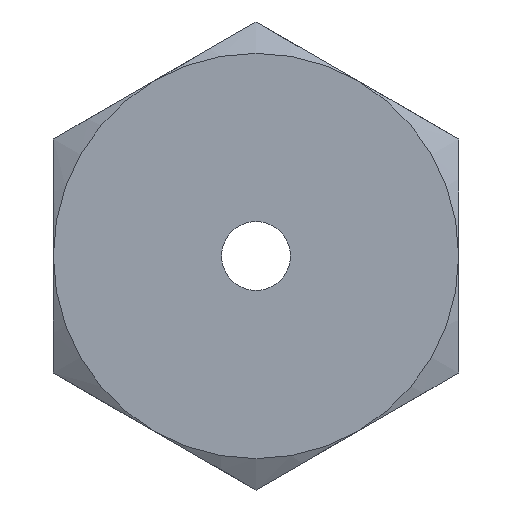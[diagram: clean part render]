
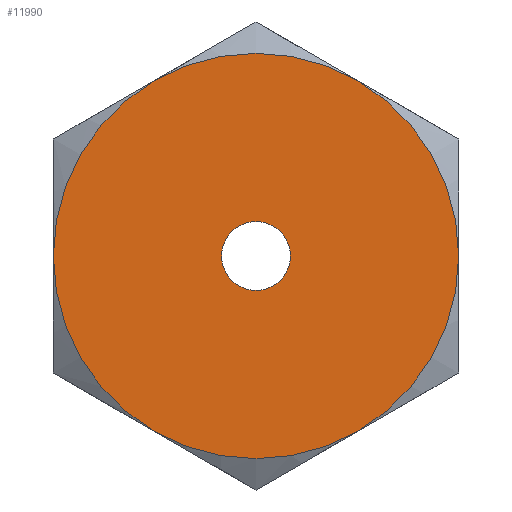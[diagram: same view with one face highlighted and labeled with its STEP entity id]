
A CAD part, left-side view. The second image highlights one B-rep face of the part: STEP entity #11990.
In plain terms, the highlighted planar face has unit normal (-1, 0, 0).
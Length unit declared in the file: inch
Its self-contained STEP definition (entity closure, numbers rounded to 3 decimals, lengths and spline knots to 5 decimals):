
#5615=CARTESIAN_POINT('',(-0.1,0.06175,
-0.10695));
#5629=CARTESIAN_POINT('',(-0.1,0.1235,
0.));
#5655=CARTESIAN_POINT('',(-0.1,0.06175,
0.10695));
#5669=CARTESIAN_POINT('',(-0.1,0.,0.));
#5670=DIRECTION('',(-1.,0.,0.));
#5671=DIRECTION('',(0.,1.,0.));
#5672=AXIS2_PLACEMENT_3D('',#5669,#5670,#5671);
#5674=CARTESIAN_POINT('',(-0.1,0.,0.));
#5675=DIRECTION('',(-1.,0.,0.));
#5676=DIRECTION('',(0.,0.5,0.866));
#5677=AXIS2_PLACEMENT_3D('',#5674,#5675,#5676);
#5679=CARTESIAN_POINT('',(-0.1,0.,0.));
#5680=DIRECTION('',(-1.,0.,0.));
#5681=DIRECTION('',(0.,-0.5,0.866));
#5682=AXIS2_PLACEMENT_3D('',#5679,#5680,#5681);
#5684=CARTESIAN_POINT('',(-0.1,0.,0.));
#5685=DIRECTION('',(-1.,0.,0.));
#5686=DIRECTION('',(0.,-1.,0.));
#5687=AXIS2_PLACEMENT_3D('',#5684,#5685,#5686);
#5689=CARTESIAN_POINT('',(-0.1,0.,0.));
#5690=DIRECTION('',(-1.,0.,0.));
#5691=DIRECTION('',(0.,-0.5,-0.866));
#5692=AXIS2_PLACEMENT_3D('',#5689,#5690,#5691);
#5694=CARTESIAN_POINT('',(-0.1,0.,0.));
#5695=DIRECTION('',(-1.,0.,0.));
#5696=DIRECTION('',(0.,0.5,-0.866));
#5697=AXIS2_PLACEMENT_3D('',#5694,#5695,#5696);
#5699=CARTESIAN_POINT('',(-0.1,0.,0.));
#5700=DIRECTION('',(1.,0.,0.));
#5701=DIRECTION('',(0.,-1.,0.));
#5702=AXIS2_PLACEMENT_3D('',#5699,#5700,#5701);
#5704=CARTESIAN_POINT('',(-0.1,0.,0.));
#5705=DIRECTION('',(1.,0.,0.));
#5706=DIRECTION('',(0.,1.,0.));
#5707=AXIS2_PLACEMENT_3D('',#5704,#5705,#5706);
#5723=CARTESIAN_POINT('',(-0.1,-0.06175,
0.10695));
#5743=CARTESIAN_POINT('',(-0.1,-0.1235,
0.));
#5763=CARTESIAN_POINT('',(-0.1,-0.06175,
-0.10695));
#6066=VERTEX_POINT('',#5615);
#6068=VERTEX_POINT('',#5629);
#6071=VERTEX_POINT('',#5655);
#6073=VERTEX_POINT('',#5723);
#6075=VERTEX_POINT('',#5743);
#6076=VERTEX_POINT('',#5763);
#6081=CARTESIAN_POINT('',(-0.1,-0.021,0.));
#6082=CARTESIAN_POINT('',(-0.1,0.021,0.));
#6083=VERTEX_POINT('',#6081);
#6084=VERTEX_POINT('',#6082);
#11971=CARTESIAN_POINT('',(-0.1,0.,0.));
#11972=DIRECTION('',(1.,0.,0.));
#11973=DIRECTION('',(0.,1.,0.));
#11974=AXIS2_PLACEMENT_3D('',#11971,#11972,#11973);
#11975=PLANE('',#11974);
#11976=ORIENTED_EDGE('',*,*,#11869,.F.);
#11977=ORIENTED_EDGE('',*,*,#11939,.F.);
#11978=ORIENTED_EDGE('',*,*,#11952,.F.);
#11979=ORIENTED_EDGE('',*,*,#11966,.F.);
#11980=ORIENTED_EDGE('',*,*,#11896,.F.);
#11981=ORIENTED_EDGE('',*,*,#11880,.F.);
#11982=EDGE_LOOP('',(#11976,#11977,#11978,#11979,#11980,#11981));
#11983=FACE_OUTER_BOUND('',#11982,.F.);
#11985=ORIENTED_EDGE('',*,*,#11984,.F.);
#11987=ORIENTED_EDGE('',*,*,#11986,.F.);
#11988=EDGE_LOOP('',(#11985,#11987));
#11989=FACE_BOUND('',#11988,.F.);
#5673=CIRCLE('',#5672,0.1235);
#5678=CIRCLE('',#5677,0.1235);
#5683=CIRCLE('',#5682,0.1235);
#5688=CIRCLE('',#5687,0.1235);
#5693=CIRCLE('',#5692,0.1235);
#5698=CIRCLE('',#5697,0.1235);
#5703=CIRCLE('',#5702,0.021);
#5708=CIRCLE('',#5707,0.021);
#11869=EDGE_CURVE('',#6068,#6066,#5673,.T.);
#11880=EDGE_CURVE('',#6066,#6076,#5698,.T.);
#11896=EDGE_CURVE('',#6076,#6075,#5693,.T.);
#11939=EDGE_CURVE('',#6071,#6068,#5678,.T.);
#11952=EDGE_CURVE('',#6073,#6071,#5683,.T.);
#11966=EDGE_CURVE('',#6075,#6073,#5688,.T.);
#11984=EDGE_CURVE('',#6083,#6084,#5703,.T.);
#11986=EDGE_CURVE('',#6084,#6083,#5708,.T.);
#11990=ADVANCED_FACE('',(#11983,#11989),#11975,.F.);
